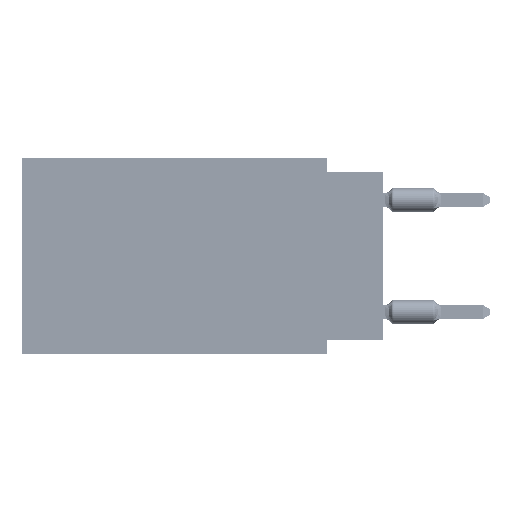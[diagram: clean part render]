
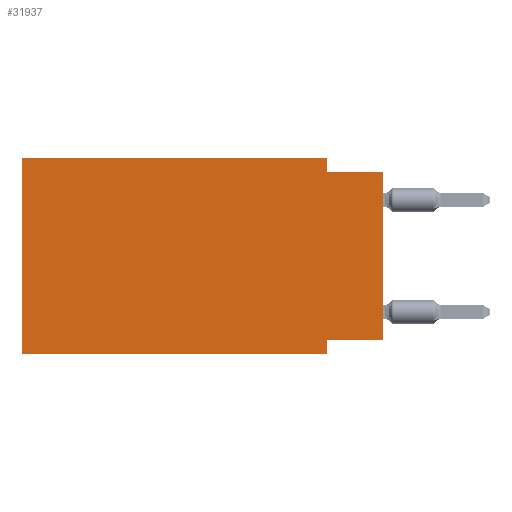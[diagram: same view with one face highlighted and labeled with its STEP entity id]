
A CAD part, left-side view. The second image highlights one B-rep face of the part: STEP entity #31937.
In plain terms, the highlighted planar face has unit normal (-1, 0, 0).
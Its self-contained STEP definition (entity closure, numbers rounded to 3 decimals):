
#922 = VERTEX_POINT ( 'NONE', #16017 ) ;
#1828 = FACE_OUTER_BOUND ( 'NONE', #65078, .T. ) ;
#2556 = AXIS2_PLACEMENT_3D ( 'NONE', #53922, #39272, #77929 ) ;
#2945 = VERTEX_POINT ( 'NONE', #14599 ) ;
#3679 = VERTEX_POINT ( 'NONE', #15135 ) ;
#3791 = LINE ( 'NONE', #42897, #40155 ) ;
#5477 = ORIENTED_EDGE ( 'NONE', *, *, #26970, .F. ) ;
#6676 = VECTOR ( 'NONE', #31337, 1000. ) ;
#7645 = ORIENTED_EDGE ( 'NONE', *, *, #10002, .T. ) ;
#8843 = ORIENTED_EDGE ( 'NONE', *, *, #9758, .F. ) ;
#9758 = EDGE_CURVE ( 'NONE', #3679, #922, #74079, .T. ) ;
#9895 = CARTESIAN_POINT ( 'NONE',  ( 0., 2.54, -8.89 ) ) ;
#10002 = EDGE_CURVE ( 'NONE', #45196, #19831, #28118, .T. ) ;
#10661 = ORIENTED_EDGE ( 'NONE', *, *, #71229, .F. ) ;
#14599 = CARTESIAN_POINT ( 'NONE',  ( 0., 2.54, -0.635 ) ) ;
#15135 = CARTESIAN_POINT ( 'NONE',  ( 0., 16.383, 0. ) ) ;
#16017 = CARTESIAN_POINT ( 'NONE',  ( 0., 2.54, 0. ) ) ;
#16077 = VECTOR ( 'NONE', #62759, 1000. ) ;
#18678 = EDGE_CURVE ( 'NONE', #2945, #19831, #40928, .T. ) ;
#19831 = VERTEX_POINT ( 'NONE', #52311 ) ;
#24577 = CARTESIAN_POINT ( 'NONE',  ( 0., 2.54, -8.89 ) ) ;
#24655 = EDGE_CURVE ( 'NONE', #74548, #3679, #3791, .T. ) ;
#25592 = ORIENTED_EDGE ( 'NONE', *, *, #51110, .F. ) ;
#26229 = VECTOR ( 'NONE', #59264, 1000. ) ;
#26970 = EDGE_CURVE ( 'NONE', #922, #2945, #68731, .T. ) ;
#27331 = VECTOR ( 'NONE', #40105, 1000. ) ;
#28118 = LINE ( 'NONE', #42355, #53897 ) ;
#28618 = ORIENTED_EDGE ( 'NONE', *, *, #37162, .T. ) ;
#31337 = DIRECTION ( 'NONE',  ( 0., 0., -1. ) ) ;
#31937 = ADVANCED_FACE ( 'NONE', ( #1828 ), #72846, .F. ) ;
#32387 = LINE ( 'NONE', #44146, #41393 ) ;
#32412 = CARTESIAN_POINT ( 'NONE',  ( 0., 0., -8.255 ) ) ;
#33650 = LINE ( 'NONE', #32412, #26229 ) ;
#37162 = EDGE_CURVE ( 'NONE', #74548, #43400, #32387, .T. ) ;
#39272 = DIRECTION ( 'NONE',  ( 1., 0., 0. ) ) ;
#40105 = DIRECTION ( 'NONE',  ( 0., -1., 0. ) ) ;
#40155 = VECTOR ( 'NONE', #67662, 1000. ) ;
#40928 = LINE ( 'NONE', #66532, #27331 ) ;
#41066 = VERTEX_POINT ( 'NONE', #65561 ) ;
#41393 = VECTOR ( 'NONE', #58010, 1000. ) ;
#42355 = CARTESIAN_POINT ( 'NONE',  ( 0., 0., 0. ) ) ;
#42631 = LINE ( 'NONE', #24577, #16077 ) ;
#42897 = CARTESIAN_POINT ( 'NONE',  ( 0., 16.383, 0. ) ) ;
#42994 = DIRECTION ( 'NONE',  ( 0., -1., 0. ) ) ;
#43400 = VERTEX_POINT ( 'NONE', #9895 ) ;
#44146 = CARTESIAN_POINT ( 'NONE',  ( 0., 16.383, -8.89 ) ) ;
#45196 = VERTEX_POINT ( 'NONE', #62911 ) ;
#51110 = EDGE_CURVE ( 'NONE', #41066, #43400, #42631, .T. ) ;
#52311 = CARTESIAN_POINT ( 'NONE',  ( 0., 0., -0.635 ) ) ;
#53897 = VECTOR ( 'NONE', #60838, 1000. ) ;
#53922 = CARTESIAN_POINT ( 'NONE',  ( 0., 16.383, 0. ) ) ;
#58010 = DIRECTION ( 'NONE',  ( 0., -1., 0. ) ) ;
#59264 = DIRECTION ( 'NONE',  ( 0., 1., 0. ) ) ;
#60557 = VECTOR ( 'NONE', #42994, 1000. ) ;
#60838 = DIRECTION ( 'NONE',  ( 0., 0., 1. ) ) ;
#62759 = DIRECTION ( 'NONE',  ( 0., 0., -1. ) ) ;
#62824 = CARTESIAN_POINT ( 'NONE',  ( 0., 2.54, 0. ) ) ;
#62911 = CARTESIAN_POINT ( 'NONE',  ( 0., 0., -8.255 ) ) ;
#64717 = ORIENTED_EDGE ( 'NONE', *, *, #24655, .F. ) ;
#65078 = EDGE_LOOP ( 'NONE', ( #7645, #76112, #5477, #8843, #64717, #28618, #25592, #10661 ) ) ;
#65561 = CARTESIAN_POINT ( 'NONE',  ( 0., 2.54, -8.255 ) ) ;
#66532 = CARTESIAN_POINT ( 'NONE',  ( 0., 0., -0.635 ) ) ;
#67339 = CARTESIAN_POINT ( 'NONE',  ( 0., 16.383, -8.89 ) ) ;
#67662 = DIRECTION ( 'NONE',  ( 0., 0., 1. ) ) ;
#68731 = LINE ( 'NONE', #62824, #6676 ) ;
#71229 = EDGE_CURVE ( 'NONE', #45196, #41066, #33650, .T. ) ;
#72846 = PLANE ( 'NONE',  #2556 ) ;
#74079 = LINE ( 'NONE', #80389, #60557 ) ;
#74548 = VERTEX_POINT ( 'NONE', #67339 ) ;
#76112 = ORIENTED_EDGE ( 'NONE', *, *, #18678, .F. ) ;
#77929 = DIRECTION ( 'NONE',  ( 0., 0., -1. ) ) ;
#80389 = CARTESIAN_POINT ( 'NONE',  ( 0., 16.383, 0. ) ) ;
